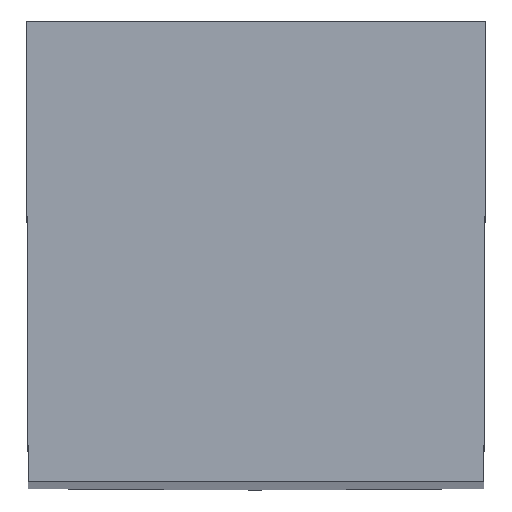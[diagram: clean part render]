
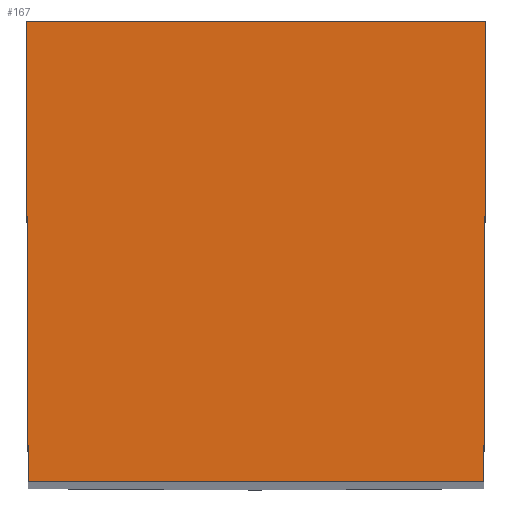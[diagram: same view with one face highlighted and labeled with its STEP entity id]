
A CAD part, top view. The second image highlights one B-rep face of the part: STEP entity #167.
In plain terms, the highlighted planar face has unit normal (0, 0, 1).
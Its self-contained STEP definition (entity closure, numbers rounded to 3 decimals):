
#167=ADVANCED_FACE('',(#220),#200,.T.);
#200=PLANE('',#729);
#220=FACE_OUTER_BOUND('',#242,.T.);
#242=EDGE_LOOP('',(#324,#325,#326,#327));
#324=ORIENTED_EDGE('',*,*,#496,.T.);
#325=ORIENTED_EDGE('',*,*,#491,.T.);
#326=ORIENTED_EDGE('',*,*,#494,.T.);
#327=ORIENTED_EDGE('',*,*,#498,.F.);
#435=VERTEX_POINT('',#1011);
#437=VERTEX_POINT('',#1015);
#438=VERTEX_POINT('',#1020);
#439=VERTEX_POINT('',#1025);
#491=EDGE_CURVE('',#435,#437,#560,.T.);
#494=EDGE_CURVE('',#437,#438,#563,.T.);
#496=EDGE_CURVE('',#439,#435,#565,.T.);
#498=EDGE_CURVE('',#439,#438,#567,.T.);
#560=LINE('',#1016,#610);
#563=LINE('',#1021,#613);
#565=LINE('',#1024,#615);
#567=LINE('',#1028,#617);
#610=VECTOR('',#822,1.);
#613=VECTOR('',#827,1.);
#615=VECTOR('',#831,1.);
#617=VECTOR('',#835,1.);
#729=AXIS2_PLACEMENT_3D('',#1030,#838,#839);
#822=DIRECTION('',(-1.,0.,0.));
#827=DIRECTION('',(0.004,-1.,0.));
#831=DIRECTION('',(0.004,1.,0.));
#835=DIRECTION('',(-1.,0.,0.));
#838=DIRECTION('',(0.,0.,1.));
#839=DIRECTION('',(-1.,0.,0.));
#1011=CARTESIAN_POINT('',(11.95,11.95,0.));
#1015=CARTESIAN_POINT('',(0.,11.95,0.));
#1016=CARTESIAN_POINT('',(14.,11.95,0.));
#1020=CARTESIAN_POINT('',(0.052,0.,0.));
#1021=CARTESIAN_POINT('',(-0.009,13.959,0.));
#1024=CARTESIAN_POINT('',(11.958,13.889,0.));
#1025=CARTESIAN_POINT('',(11.898,0.,0.));
#1028=CARTESIAN_POINT('',(14.,0.,0.));
#1030=CARTESIAN_POINT('',(-2.,13.95,0.));
